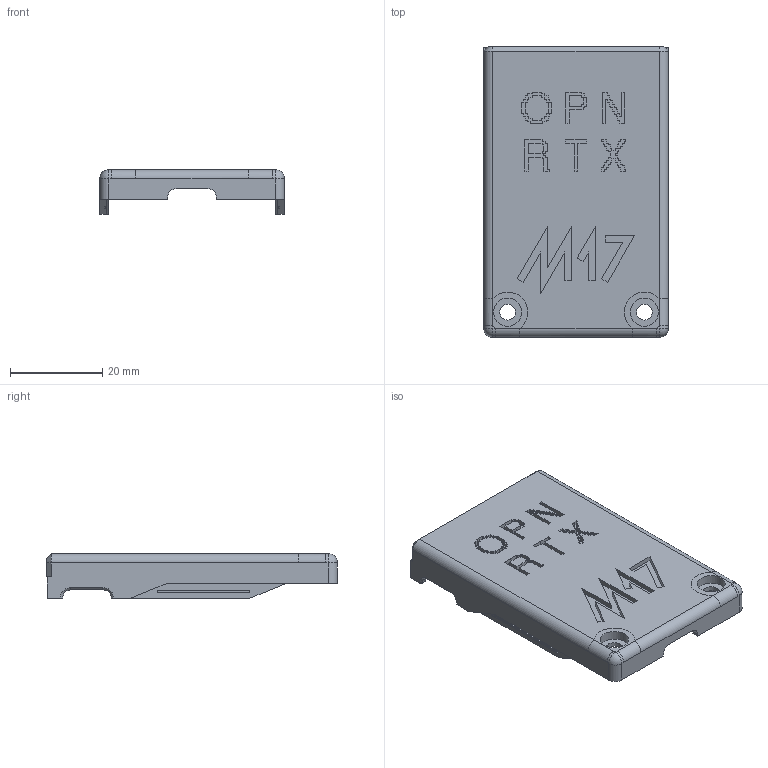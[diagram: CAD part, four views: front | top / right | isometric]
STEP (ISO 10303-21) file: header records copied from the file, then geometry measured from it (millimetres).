
FILE_DESCRIPTION(('FreeCAD Model'),'2;1');
FILE_NAME('Open CASCADE Shape Model','2023-07-07T08:22:43',('Author'),( ''),'Open CASCADE STEP processor 7.6','FreeCAD','Unknown');
FILE_SCHEMA(('AUTOMOTIVE_DESIGN { 1 0 10303 214 1 1 1 1 }'));
Length unit declared in the file: millimetre
Products named in the file (1): Body_top_case
Bounding box: 40 x 62.95 x 9.66 mm (x, y, z)
Volume: 5031.7 mm3; surface area: 7754.8 mm2
Topology: 1 solids, 1 shells, 649 faces, 1851 edges, 1218 vertices
Faces by surface type: extrusion 518, plane 95, cylinder 24, cone 6, bspline 4, sphere 2
Full cylindrical faces by diameter (mm): 3.4 x2, 6.1 x2
Entity records: 43339 total; most frequent: CARTESIAN_POINT 10340, DIRECTION 4244, VECTOR 3851, ORIENTED_EDGE 3698, PCURVE 3698, DEFINITIONAL_REPRESENTATION 3698, LINE 3333, B_SPLINE_CURVE_WITH_KNOTS 2619
